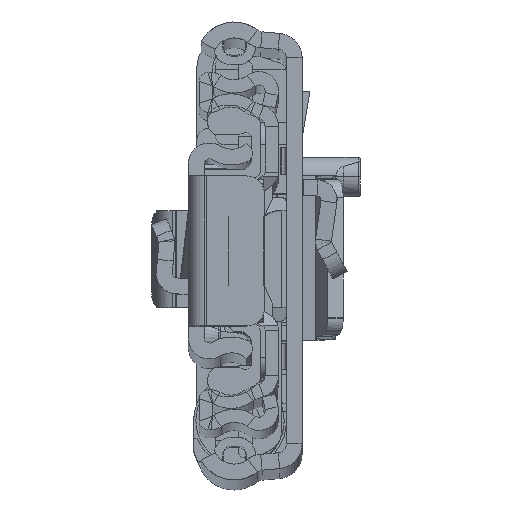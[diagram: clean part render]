
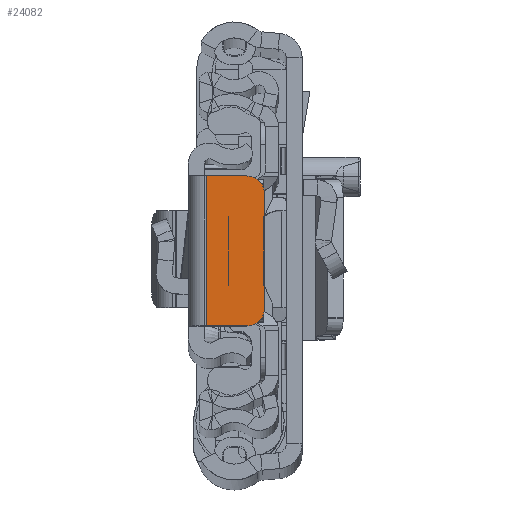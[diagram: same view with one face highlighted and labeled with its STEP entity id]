
A CAD part, top view. The second image highlights one B-rep face of the part: STEP entity #24082.
In plain terms, the highlighted planar face has unit normal (0, 0, 1).
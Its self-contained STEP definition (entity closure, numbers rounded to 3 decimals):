
#713 = DIRECTION ( 'NONE',  ( -1., 0., 0. ) ) ;
#1442 = CARTESIAN_POINT ( 'NONE',  ( -6.65, 6.5, 0. ) ) ;
#2064 = DIRECTION ( 'NONE',  ( 0., -1., 0. ) ) ;
#4238 = ORIENTED_EDGE ( 'NONE', *, *, #34010, .T. ) ;
#4619 = DIRECTION ( 'NONE',  ( -1., 0., 0. ) ) ;
#4892 = VERTEX_POINT ( 'NONE', #25513 ) ;
#5900 = ORIENTED_EDGE ( 'NONE', *, *, #15323, .T. ) ;
#6326 = DIRECTION ( 'NONE',  ( 0., 0., 1. ) ) ;
#6819 = VECTOR ( 'NONE', #35603, 1000. ) ;
#6888 = VERTEX_POINT ( 'NONE', #25632 ) ;
#8154 = ORIENTED_EDGE ( 'NONE', *, *, #35507, .F. ) ;
#9197 = EDGE_CURVE ( 'NONE', #10672, #38947, #11594, .T. ) ;
#9833 = LINE ( 'NONE', #29664, #12437 ) ;
#10672 = VERTEX_POINT ( 'NONE', #39271 ) ;
#10873 = VERTEX_POINT ( 'NONE', #14950 ) ;
#11594 = LINE ( 'NONE', #14762, #27184 ) ;
#12437 = VECTOR ( 'NONE', #713, 1000. ) ;
#14762 = CARTESIAN_POINT ( 'NONE',  ( -8.65, 0., 0. ) ) ;
#14950 = CARTESIAN_POINT ( 'NONE',  ( -6.65, 8.5, 0. ) ) ;
#15301 = ORIENTED_EDGE ( 'NONE', *, *, #19693, .T. ) ;
#15323 = EDGE_CURVE ( 'NONE', #4892, #10873, #9833, .T. ) ;
#16942 = FACE_OUTER_BOUND ( 'NONE', #25003, .T. ) ;
#17361 = DIRECTION ( 'NONE',  ( 0., 0., -1. ) ) ;
#19693 = EDGE_CURVE ( 'NONE', #10873, #10672, #41023, .T. ) ;
#20442 = ORIENTED_EDGE ( 'NONE', *, *, #23018, .T. ) ;
#21586 = ORIENTED_EDGE ( 'NONE', *, *, #9197, .T. ) ;
#22271 = AXIS2_PLACEMENT_3D ( 'NONE', #27087, #17361, #30240 ) ;
#22867 = DIRECTION ( 'NONE',  ( 0., -1., 0. ) ) ;
#23018 = EDGE_CURVE ( 'NONE', #38947, #37860, #40482, .T. ) ;
#23032 = CARTESIAN_POINT ( 'NONE',  ( -8.65, -6.5, 0. ) ) ;
#24082 = ADVANCED_FACE ( 'NONE', ( #16942 ), #33422, .F. ) ;
#25003 = EDGE_LOOP ( 'NONE', ( #21586, #20442, #4238, #8154, #5900, #15301 ) ) ;
#25513 = CARTESIAN_POINT ( 'NONE',  ( -2.05, 8.5, 0. ) ) ;
#25632 = CARTESIAN_POINT ( 'NONE',  ( -2.05, -8.5, 0. ) ) ;
#26519 = CARTESIAN_POINT ( 'NONE',  ( 0., -8.5, 0. ) ) ;
#26846 = CARTESIAN_POINT ( 'NONE',  ( -6.65, -8.5, 0. ) ) ;
#27087 = CARTESIAN_POINT ( 'NONE',  ( 0., 0., 0. ) ) ;
#27184 = VECTOR ( 'NONE', #2064, 1000. ) ;
#28933 = CARTESIAN_POINT ( 'NONE',  ( -6.65, -6.5, 0. ) ) ;
#29664 = CARTESIAN_POINT ( 'NONE',  ( 0., 8.5, 0. ) ) ;
#30240 = DIRECTION ( 'NONE',  ( -1., 0., 0. ) ) ;
#30312 = AXIS2_PLACEMENT_3D ( 'NONE', #28933, #6326, #38889 ) ;
#32582 = CARTESIAN_POINT ( 'NONE',  ( -2.05, -8.5, 0. ) ) ;
#33422 = PLANE ( 'NONE',  #22271 ) ;
#33568 = DIRECTION ( 'NONE',  ( 0., 0., 1. ) ) ;
#34010 = EDGE_CURVE ( 'NONE', #37860, #6888, #36455, .T. ) ;
#35507 = EDGE_CURVE ( 'NONE', #4892, #6888, #36405, .T. ) ;
#35603 = DIRECTION ( 'NONE',  ( 1., 0., 0. ) ) ;
#36405 = LINE ( 'NONE', #32582, #40697 ) ;
#36455 = LINE ( 'NONE', #26519, #6819 ) ;
#37860 = VERTEX_POINT ( 'NONE', #26846 ) ;
#38889 = DIRECTION ( 'NONE',  ( -1., 0., 0. ) ) ;
#38947 = VERTEX_POINT ( 'NONE', #23032 ) ;
#39271 = CARTESIAN_POINT ( 'NONE',  ( -8.65, 6.5, 0. ) ) ;
#40482 = CIRCLE ( 'NONE', #30312, 2. ) ;
#40697 = VECTOR ( 'NONE', #22867, 1000. ) ;
#41023 = CIRCLE ( 'NONE', #41678, 2. ) ;
#41678 = AXIS2_PLACEMENT_3D ( 'NONE', #1442, #33568, #4619 ) ;
